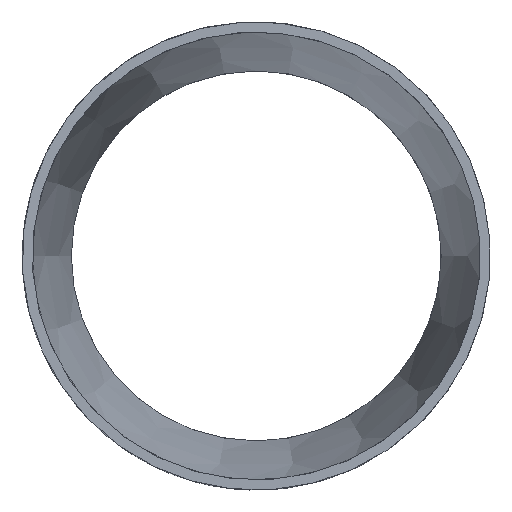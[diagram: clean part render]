
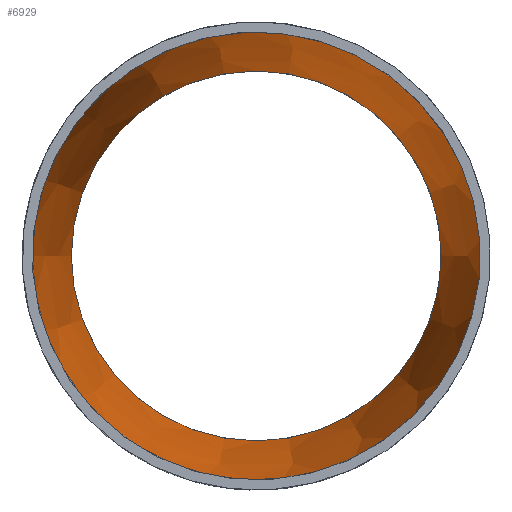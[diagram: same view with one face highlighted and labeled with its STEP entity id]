
A CAD part, left-side view. The second image highlights one B-rep face of the part: STEP entity #6929.
In plain terms, the highlighted conical face has half-angle 7.125 degrees and reference radius 33.274 mm.
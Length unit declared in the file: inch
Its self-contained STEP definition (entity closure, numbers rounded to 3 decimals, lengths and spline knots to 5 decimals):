
#80=FACE_BOUND('',#1214,.T.);
#803=FACE_OUTER_BOUND('',#1213,.T.);
#1213=EDGE_LOOP('',(#6468));
#1214=EDGE_LOOP('',(#6469));
#2302=CIRCLE('',#7267,1.435);
#2303=CIRCLE('',#7268,1.185);
#3388=VERTEX_POINT('',#15611);
#3389=VERTEX_POINT('',#15613);
#4419=EDGE_CURVE('',#3388,#3388,#2302,.T.);
#4420=EDGE_CURVE('',#3389,#3389,#2303,.T.);
#6468=ORIENTED_EDGE('',*,*,#4419,.T.);
#6469=ORIENTED_EDGE('',*,*,#4420,.T.);
#6518=CONICAL_SURFACE('',#7266,1.31,7.125);
#6929=ADVANCED_FACE('',(#803,#80),#6518,.F.);
#7266=AXIS2_PLACEMENT_3D('',#15610,#8409,#8410);
#7267=AXIS2_PLACEMENT_3D('',#15612,#8411,#8412);
#7268=AXIS2_PLACEMENT_3D('',#15614,#8413,#8414);
#8409=DIRECTION('center_axis',(-1.,0.,0.));
#8410=DIRECTION('ref_axis',(0.,1.,0.));
#8411=DIRECTION('center_axis',(-1.,0.,0.));
#8412=DIRECTION('ref_axis',(0.,0.998,-0.069));
#8413=DIRECTION('center_axis',(1.,0.,0.));
#8414=DIRECTION('ref_axis',(0.,-0.196,0.981));
#15610=CARTESIAN_POINT('Origin',(1.,0.,0.));
#15611=CARTESIAN_POINT('',(0.,-1.43159,0.09891));
#15612=CARTESIAN_POINT('Origin',(0.,0.,
0.));
#15613=CARTESIAN_POINT('',(2.,1.185,0.));
#15614=CARTESIAN_POINT('Origin',(2.,0.,0.));
